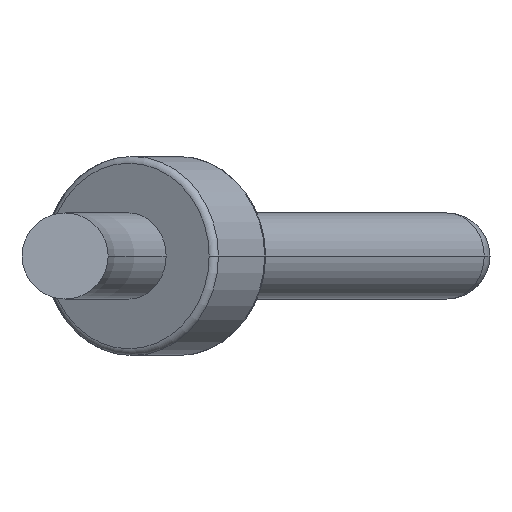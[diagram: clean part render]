
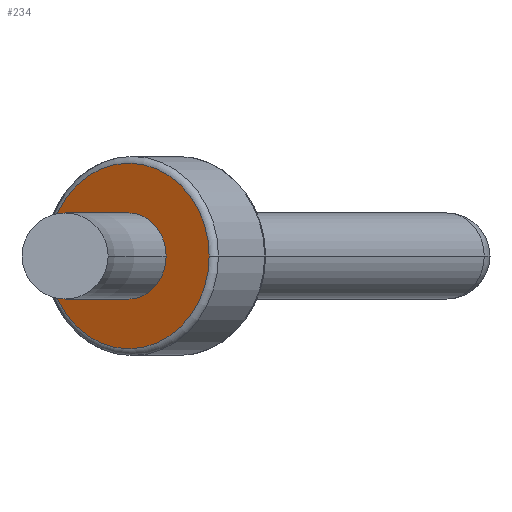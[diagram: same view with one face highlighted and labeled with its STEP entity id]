
A CAD part, front view. The second image highlights one B-rep face of the part: STEP entity #234.
In plain terms, the highlighted planar face has unit normal (-0.5, -0.866, 0).
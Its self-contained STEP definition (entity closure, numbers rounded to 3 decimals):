
#12 = FACE_BOUND ( 'NONE', #41, .T. ) ;
#17 = CIRCLE ( 'NONE', #320, 6.83 ) ;
#41 = EDGE_LOOP ( 'NONE', ( #474, #170 ) ) ;
#70 = DIRECTION ( 'NONE',  ( -0.866, 0.5, 0. ) ) ;
#74 = VERTEX_POINT ( 'NONE', #352 ) ;
#79 = AXIS2_PLACEMENT_3D ( 'NONE', #162, #84, #287 ) ;
#84 = DIRECTION ( 'NONE',  ( 0.5, 0.866, 0. ) ) ;
#106 = AXIS2_PLACEMENT_3D ( 'NONE', #390, #139, #431 ) ;
#125 = DIRECTION ( 'NONE',  ( 0.5, 0.866, 0. ) ) ;
#135 = VERTEX_POINT ( 'NONE', #231 ) ;
#139 = DIRECTION ( 'NONE',  ( -0.5, -0.866, 0. ) ) ;
#149 = CARTESIAN_POINT ( 'NONE',  ( 4.689, 177.5, 0. ) ) ;
#150 = EDGE_CURVE ( 'NONE', #171, #74, #17, .T. ) ;
#158 = DIRECTION ( 'NONE',  ( -0.866, 0.5, 0. ) ) ;
#162 = CARTESIAN_POINT ( 'NONE',  ( 4.689, 177.5, 0. ) ) ;
#170 = ORIENTED_EDGE ( 'NONE', *, *, #225, .T. ) ;
#171 = VERTEX_POINT ( 'NONE', #482 ) ;
#189 = ORIENTED_EDGE ( 'NONE', *, *, #150, .T. ) ;
#208 = EDGE_LOOP ( 'NONE', ( #424, #189 ) ) ;
#209 = CIRCLE ( 'NONE', #327, 3.17 ) ;
#222 = EDGE_CURVE ( 'NONE', #135, #329, #280, .T. ) ;
#225 = EDGE_CURVE ( 'NONE', #329, #135, #209, .T. ) ;
#231 = CARTESIAN_POINT ( 'NONE',  ( 7.434, 175.915, 0. ) ) ;
#234 = ADVANCED_FACE ( 'NONE', ( #480, #12 ), #530, .F. ) ;
#247 = CARTESIAN_POINT ( 'NONE',  ( 4.689, 177.5, 0. ) ) ;
#280 = CIRCLE ( 'NONE', #476, 3.17 ) ;
#287 = DIRECTION ( 'NONE',  ( -0.866, 0.5, 0. ) ) ;
#320 = AXIS2_PLACEMENT_3D ( 'NONE', #149, #405, #70 ) ;
#327 = AXIS2_PLACEMENT_3D ( 'NONE', #411, #372, #158 ) ;
#329 = VERTEX_POINT ( 'NONE', #453 ) ;
#352 = CARTESIAN_POINT ( 'NONE',  ( -1.226, 180.915, 0. ) ) ;
#372 = DIRECTION ( 'NONE',  ( 0.5, 0.866, 0. ) ) ;
#374 = DIRECTION ( 'NONE',  ( -0.866, 0.5, 0. ) ) ;
#390 = CARTESIAN_POINT ( 'NONE',  ( 4.689, 177.5, 0. ) ) ;
#400 = CIRCLE ( 'NONE', #106, 6.83 ) ;
#405 = DIRECTION ( 'NONE',  ( -0.5, -0.866, 0. ) ) ;
#411 = CARTESIAN_POINT ( 'NONE',  ( 4.689, 177.5, 0. ) ) ;
#424 = ORIENTED_EDGE ( 'NONE', *, *, #445, .T. ) ;
#431 = DIRECTION ( 'NONE',  ( -0.866, 0.5, 0. ) ) ;
#445 = EDGE_CURVE ( 'NONE', #74, #171, #400, .T. ) ;
#453 = CARTESIAN_POINT ( 'NONE',  ( 1.944, 179.085, 0. ) ) ;
#474 = ORIENTED_EDGE ( 'NONE', *, *, #222, .T. ) ;
#476 = AXIS2_PLACEMENT_3D ( 'NONE', #247, #125, #374 ) ;
#480 = FACE_OUTER_BOUND ( 'NONE', #208, .T. ) ;
#482 = CARTESIAN_POINT ( 'NONE',  ( 10.604, 174.085, 0. ) ) ;
#530 = PLANE ( 'NONE',  #79 ) ;
